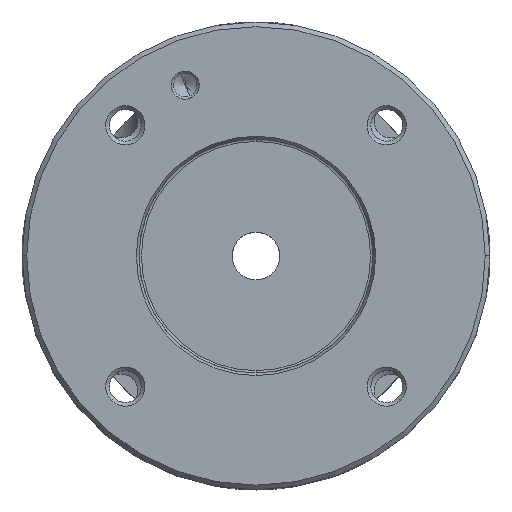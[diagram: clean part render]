
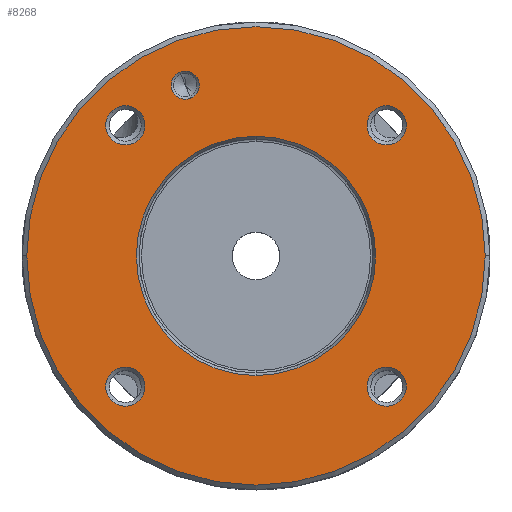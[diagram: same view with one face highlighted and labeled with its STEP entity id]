
A CAD part, top view. The second image highlights one B-rep face of the part: STEP entity #8268.
In plain terms, the highlighted planar face has unit normal (0, 0, 1).
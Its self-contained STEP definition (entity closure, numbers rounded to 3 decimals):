
#1197=CARTESIAN_POINT('',(0.,0.,
65.));
#1198=DIRECTION('',(0.,0.,1.));
#1199=DIRECTION('',(-1.,0.,0.));
#1200=AXIS2_PLACEMENT_3D('',#1197,#1198,#1199);
#1205=CARTESIAN_POINT('',(0.,0.,
65.));
#1206=DIRECTION('',(0.,0.,1.));
#1207=DIRECTION('',(1.,0.,0.));
#1208=AXIS2_PLACEMENT_3D('',#1205,#1206,#1207);
#1213=CARTESIAN_POINT('',(-15.116,36.493,65.));
#1214=DIRECTION('',(0.,0.,-1.));
#1215=DIRECTION('',(0.383,-0.924,0.));
#1216=AXIS2_PLACEMENT_3D('',#1213,#1214,#1215);
#1221=CARTESIAN_POINT('',(-15.116,36.493,65.));
#1222=DIRECTION('',(0.,0.,-1.));
#1223=DIRECTION('',(-0.383,0.924,0.));
#1224=AXIS2_PLACEMENT_3D('',#1221,#1222,#1223);
#1229=CARTESIAN_POINT('',(-27.931,-27.931,65.));
#1230=DIRECTION('',(0.,0.,-1.));
#1231=DIRECTION('',(-0.707,-0.707,0.));
#1232=AXIS2_PLACEMENT_3D('',#1229,#1230,#1231);
#1237=CARTESIAN_POINT('',(-27.931,-27.931,65.));
#1238=DIRECTION('',(0.,0.,-1.));
#1239=DIRECTION('',(0.707,0.707,0.));
#1240=AXIS2_PLACEMENT_3D('',#1237,#1238,#1239);
#1245=CARTESIAN_POINT('',(-27.931,27.931,65.));
#1246=DIRECTION('',(0.,0.,-1.));
#1247=DIRECTION('',(-0.707,0.707,0.));
#1248=AXIS2_PLACEMENT_3D('',#1245,#1246,#1247);
#1253=CARTESIAN_POINT('',(-27.931,27.931,65.));
#1254=DIRECTION('',(0.,0.,-1.));
#1255=DIRECTION('',(0.707,-0.707,0.));
#1256=AXIS2_PLACEMENT_3D('',#1253,#1254,#1255);
#1261=CARTESIAN_POINT('',(27.931,27.931,65.));
#1262=DIRECTION('',(0.,0.,-1.));
#1263=DIRECTION('',(0.707,0.707,0.));
#1264=AXIS2_PLACEMENT_3D('',#1261,#1262,#1263);
#1269=CARTESIAN_POINT('',(27.931,27.931,65.));
#1270=DIRECTION('',(0.,0.,-1.));
#1271=DIRECTION('',(-0.707,-0.707,0.));
#1272=AXIS2_PLACEMENT_3D('',#1269,#1270,#1271);
#1277=CARTESIAN_POINT('',(27.931,-27.931,65.));
#1278=DIRECTION('',(0.,0.,-1.));
#1279=DIRECTION('',(0.707,-0.707,0.));
#1280=AXIS2_PLACEMENT_3D('',#1277,#1278,#1279);
#1285=CARTESIAN_POINT('',(27.931,-27.931,65.));
#1286=DIRECTION('',(0.,0.,-1.));
#1287=DIRECTION('',(-0.707,0.707,0.));
#1288=AXIS2_PLACEMENT_3D('',#1285,#1286,#1287);
#1300=CARTESIAN_POINT('',(0.,0.,65.));
#1301=DIRECTION('',(0.,0.,-1.));
#1302=DIRECTION('',(0.,-1.,0.));
#1303=AXIS2_PLACEMENT_3D('',#1300,#1301,#1302);
#1316=CARTESIAN_POINT('',(0.,0.,65.));
#1317=DIRECTION('',(0.,0.,-1.));
#1318=DIRECTION('',(0.,1.,0.));
#1319=AXIS2_PLACEMENT_3D('',#1316,#1317,#1318);
#7306=CARTESIAN_POINT('',(-49.,0.,
65.));
#7307=CARTESIAN_POINT('',(49.,0.,
65.));
#7308=VERTEX_POINT('',#7306);
#7309=VERTEX_POINT('',#7307);
#7340=CARTESIAN_POINT('',(-13.968,33.722,65.));
#7341=VERTEX_POINT('',#7340);
#7342=CARTESIAN_POINT('',(-16.264,39.265,65.));
#7343=VERTEX_POINT('',#7342);
#7352=CARTESIAN_POINT('',(-30.901,-30.901,65.));
#7354=VERTEX_POINT('',#7352);
#7356=CARTESIAN_POINT('',(-24.961,-24.961,65.));
#7357=VERTEX_POINT('',#7356);
#7364=CARTESIAN_POINT('',(-30.901,30.901,65.));
#7365=VERTEX_POINT('',#7364);
#7366=CARTESIAN_POINT('',(-24.961,24.961,65.));
#7367=VERTEX_POINT('',#7366);
#7374=CARTESIAN_POINT('',(30.901,30.901,65.));
#7375=VERTEX_POINT('',#7374);
#7376=CARTESIAN_POINT('',(24.961,24.961,65.));
#7377=VERTEX_POINT('',#7376);
#7384=CARTESIAN_POINT('',(30.901,-30.901,65.));
#7385=VERTEX_POINT('',#7384);
#7386=CARTESIAN_POINT('',(24.961,-24.961,65.));
#7387=VERTEX_POINT('',#7386);
#7444=CARTESIAN_POINT('',(0.,-25.577,65.));
#7445=CARTESIAN_POINT('',(0.,25.577,65.));
#7446=VERTEX_POINT('',#7444);
#7447=VERTEX_POINT('',#7445);
#8222=CARTESIAN_POINT('',(0.,0.,65.));
#8223=DIRECTION('',(0.,0.,-1.));
#8224=DIRECTION('',(1.,0.,0.));
#8225=AXIS2_PLACEMENT_3D('',#8222,#8223,#8224);
#8226=PLANE('',#8225);
#8227=ORIENTED_EDGE('',*,*,#8212,.F.);
#8229=ORIENTED_EDGE('',*,*,#8228,.F.);
#8230=EDGE_LOOP('',(#8227,#8229));
#8231=FACE_OUTER_BOUND('',#8230,.F.);
#8233=ORIENTED_EDGE('',*,*,#8232,.F.);
#8235=ORIENTED_EDGE('',*,*,#8234,.F.);
#8236=EDGE_LOOP('',(#8233,#8235));
#8237=FACE_BOUND('',#8236,.F.);
#8239=ORIENTED_EDGE('',*,*,#8238,.F.);
#8241=ORIENTED_EDGE('',*,*,#8240,.F.);
#8242=EDGE_LOOP('',(#8239,#8241));
#8243=FACE_BOUND('',#8242,.F.);
#8245=ORIENTED_EDGE('',*,*,#8244,.F.);
#8247=ORIENTED_EDGE('',*,*,#8246,.F.);
#8248=EDGE_LOOP('',(#8245,#8247));
#8249=FACE_BOUND('',#8248,.F.);
#8251=ORIENTED_EDGE('',*,*,#8250,.F.);
#8253=ORIENTED_EDGE('',*,*,#8252,.F.);
#8254=EDGE_LOOP('',(#8251,#8253));
#8255=FACE_BOUND('',#8254,.F.);
#8257=ORIENTED_EDGE('',*,*,#8256,.F.);
#8259=ORIENTED_EDGE('',*,*,#8258,.F.);
#8260=EDGE_LOOP('',(#8257,#8259));
#8261=FACE_BOUND('',#8260,.F.);
#8263=ORIENTED_EDGE('',*,*,#8262,.F.);
#8265=ORIENTED_EDGE('',*,*,#8264,.F.);
#8266=EDGE_LOOP('',(#8263,#8265));
#8267=FACE_BOUND('',#8266,.F.);
#1201=CIRCLE('',#1200,49.);
#1209=CIRCLE('',#1208,49.);
#1217=CIRCLE('',#1216,3.);
#1225=CIRCLE('',#1224,3.);
#1233=CIRCLE('',#1232,4.2);
#1241=CIRCLE('',#1240,4.2);
#1249=CIRCLE('',#1248,4.2);
#1257=CIRCLE('',#1256,4.2);
#1265=CIRCLE('',#1264,4.2);
#1273=CIRCLE('',#1272,4.2);
#1281=CIRCLE('',#1280,4.2);
#1289=CIRCLE('',#1288,4.2);
#1304=CIRCLE('',#1303,25.577);
#1320=CIRCLE('',#1319,25.577);
#8212=EDGE_CURVE('',#7308,#7309,#1201,.T.);
#8228=EDGE_CURVE('',#7309,#7308,#1209,.T.);
#8232=EDGE_CURVE('',#7446,#7447,#1304,.T.);
#8234=EDGE_CURVE('',#7447,#7446,#1320,.T.);
#8238=EDGE_CURVE('',#7341,#7343,#1217,.T.);
#8240=EDGE_CURVE('',#7343,#7341,#1225,.T.);
#8244=EDGE_CURVE('',#7354,#7357,#1233,.T.);
#8246=EDGE_CURVE('',#7357,#7354,#1241,.T.);
#8250=EDGE_CURVE('',#7365,#7367,#1249,.T.);
#8252=EDGE_CURVE('',#7367,#7365,#1257,.T.);
#8256=EDGE_CURVE('',#7375,#7377,#1265,.T.);
#8258=EDGE_CURVE('',#7377,#7375,#1273,.T.);
#8262=EDGE_CURVE('',#7385,#7387,#1281,.T.);
#8264=EDGE_CURVE('',#7387,#7385,#1289,.T.);
#8268=ADVANCED_FACE('',(#8231,#8237,#8243,#8249,#8255,#8261,#8267),#8226,.F.);
